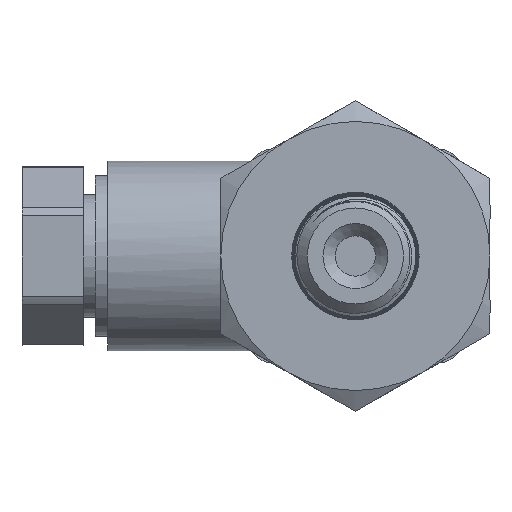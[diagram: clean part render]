
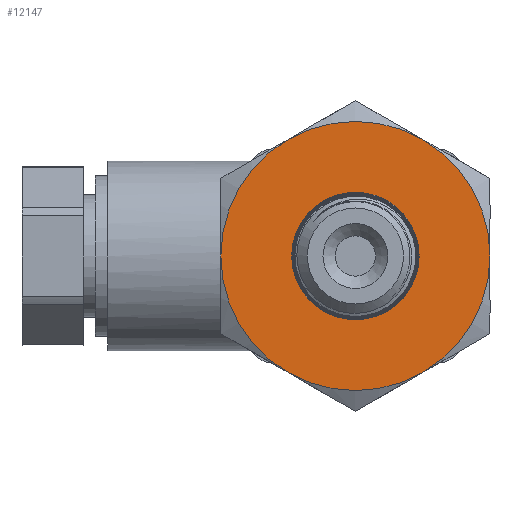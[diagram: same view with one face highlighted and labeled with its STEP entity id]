
A CAD part, left-side view. The second image highlights one B-rep face of the part: STEP entity #12147.
In plain terms, the highlighted planar face has unit normal (-1, 0, 0).
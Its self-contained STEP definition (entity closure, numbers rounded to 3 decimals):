
#423=PLANE('',#12685);
#616=FACE_BOUND('',#1880,.T.);
#1152=FACE_OUTER_BOUND('',#1879,.T.);
#1879=EDGE_LOOP('',(#9822,#9823,#9824,#9825,#9826,#9827));
#1880=EDGE_LOOP('',(#9828));
#2280=CIRCLE('',#12577,5.21);
#2301=CIRCLE('',#12642,11.);
#2302=CIRCLE('',#12644,11.);
#2303=CIRCLE('',#12646,11.);
#2304=CIRCLE('',#12648,11.);
#2305=CIRCLE('',#12650,11.);
#2306=CIRCLE('',#12652,11.);
#4979=VERTEX_POINT('',#16049);
#5512=VERTEX_POINT('',#25926);
#5513=VERTEX_POINT('',#25930);
#5515=VERTEX_POINT('',#25937);
#5517=VERTEX_POINT('',#25947);
#5519=VERTEX_POINT('',#25960);
#5521=VERTEX_POINT('',#25970);
#6226=EDGE_CURVE('',#4979,#4979,#2280,.T.);
#7026=EDGE_CURVE('',#5512,#5513,#2301,.T.);
#7029=EDGE_CURVE('',#5515,#5512,#2302,.T.);
#7032=EDGE_CURVE('',#5517,#5515,#2303,.T.);
#7034=EDGE_CURVE('',#5519,#5517,#2304,.T.);
#7037=EDGE_CURVE('',#5521,#5519,#2305,.T.);
#7040=EDGE_CURVE('',#5513,#5521,#2306,.T.);
#9822=ORIENTED_EDGE('',*,*,#7040,.T.);
#9823=ORIENTED_EDGE('',*,*,#7037,.T.);
#9824=ORIENTED_EDGE('',*,*,#7034,.T.);
#9825=ORIENTED_EDGE('',*,*,#7032,.T.);
#9826=ORIENTED_EDGE('',*,*,#7029,.T.);
#9827=ORIENTED_EDGE('',*,*,#7026,.T.);
#9828=ORIENTED_EDGE('',*,*,#6226,.T.);
#12147=ADVANCED_FACE('',(#1152,#616),#423,.T.);
#12577=AXIS2_PLACEMENT_3D('',#16050,#13160,#13161);
#12642=AXIS2_PLACEMENT_3D('',#25934,#13570,#13571);
#12644=AXIS2_PLACEMENT_3D('',#25944,#13574,#13575);
#12646=AXIS2_PLACEMENT_3D('',#25954,#13578,#13579);
#12648=AXIS2_PLACEMENT_3D('',#25961,#13582,#13583);
#12650=AXIS2_PLACEMENT_3D('',#25971,#13586,#13587);
#12652=AXIS2_PLACEMENT_3D('',#25980,#13590,#13591);
#12685=AXIS2_PLACEMENT_3D('',#26080,#13667,#13668);
#13160=DIRECTION('center_axis',(1.,0.,0.));
#13161=DIRECTION('ref_axis',(0.,0.,-1.));
#13570=DIRECTION('center_axis',(-1.,0.,0.));
#13571=DIRECTION('ref_axis',(0.,1.,0.));
#13574=DIRECTION('center_axis',(-1.,0.,0.));
#13575=DIRECTION('ref_axis',(0.,1.,0.));
#13578=DIRECTION('center_axis',(-1.,0.,0.));
#13579=DIRECTION('ref_axis',(0.,1.,0.));
#13582=DIRECTION('center_axis',(-1.,0.,0.));
#13583=DIRECTION('ref_axis',(0.,1.,0.));
#13586=DIRECTION('center_axis',(-1.,0.,0.));
#13587=DIRECTION('ref_axis',(0.,1.,0.));
#13590=DIRECTION('center_axis',(-1.,0.,0.));
#13591=DIRECTION('ref_axis',(0.,1.,0.));
#13667=DIRECTION('center_axis',(-1.,0.,0.));
#13668=DIRECTION('ref_axis',(0.,0.,1.));
#16049=CARTESIAN_POINT('',(-30.,-5.21,0.));
#16050=CARTESIAN_POINT('Origin',(-30.,0.,
0.));
#25926=CARTESIAN_POINT('',(-30.,-11.,0.));
#25930=CARTESIAN_POINT('',(-30.,-5.5,9.526));
#25934=CARTESIAN_POINT('Origin',(-30.,0.,
0.));
#25937=CARTESIAN_POINT('',(-30.,-5.5,-9.526));
#25944=CARTESIAN_POINT('Origin',(-30.,0.,
0.));
#25947=CARTESIAN_POINT('',(-30.,5.5,-9.526));
#25954=CARTESIAN_POINT('Origin',(-30.,0.,
0.));
#25960=CARTESIAN_POINT('',(-30.,11.,0.));
#25961=CARTESIAN_POINT('Origin',(-30.,0.,
0.));
#25970=CARTESIAN_POINT('',(-30.,5.5,9.526));
#25971=CARTESIAN_POINT('Origin',(-30.,0.,
0.));
#25980=CARTESIAN_POINT('Origin',(-30.,0.,
0.));
#26080=CARTESIAN_POINT('Origin',(-30.,11.,0.));
